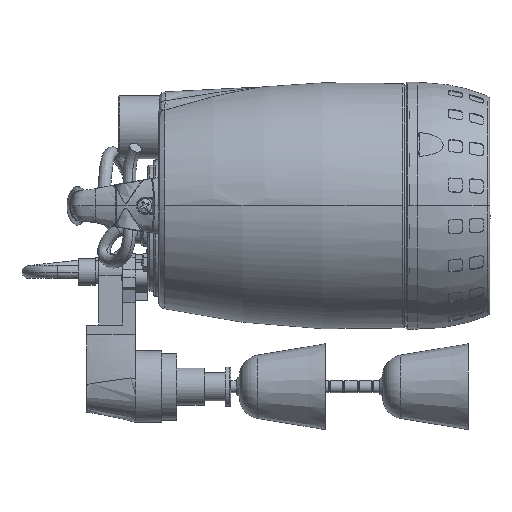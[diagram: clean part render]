
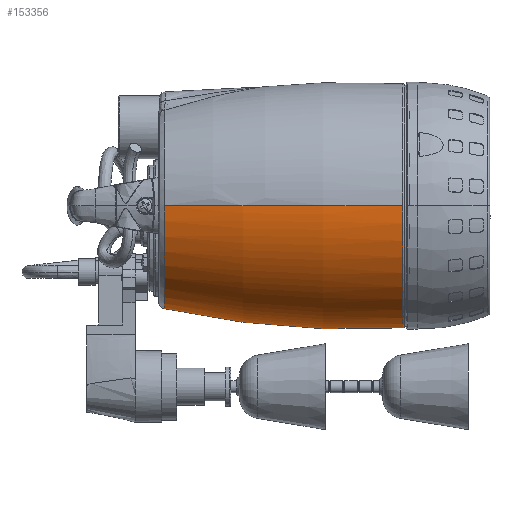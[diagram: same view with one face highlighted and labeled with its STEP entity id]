
A CAD part, left-side view. The second image highlights one B-rep face of the part: STEP entity #153356.
In plain terms, the highlighted toroidal (fillet/blend) face has major radius 543.008 mm and minor radius 631.008 mm.
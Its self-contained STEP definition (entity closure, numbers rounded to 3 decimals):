
#1580 = CARTESIAN_POINT ( 'NONE',  ( -63.335, -37.695, -3.771 ) ) ;
#1882 = CARTESIAN_POINT ( 'NONE',  ( -543.008, 0., -139. ) ) ;
#3444 = B_SPLINE_CURVE_WITH_KNOTS ( 'NONE', 3,
 ( #230879, #43853, #79831, #214771, #84726, #136762, #64894, #232088, #140432, #27717, #103303, #178841, #160251, #155357 ),
 .UNSPECIFIED., .F., .F.,
 ( 4, 1, 1, 1, 1, 1, 1, 1, 1, 1, 1, 4 ),
 ( 0., 0.062, 0.094, 0.125, 0.188, 0.25, 0.313, 0.375, 0.438, 0.5, 0.562, 0.57 ),
 .UNSPECIFIED. ) ;
#3784 = CARTESIAN_POINT ( 'NONE',  ( 0., -73.34, -3.771 ) ) ;
#4487 = ORIENTED_EDGE ( 'NONE', *, *, #175718, .F. ) ;
#7681 = DIRECTION ( 'NONE',  ( 0., 0., -1. ) ) ;
#10482 = CARTESIAN_POINT ( 'NONE',  ( -48.435, -72.489, -173.769 ) ) ;
#12371 = DIRECTION ( 'NONE',  ( 0., 0., -1. ) ) ;
#14334 = CARTESIAN_POINT ( 'NONE',  ( 73.34, 0., -3.771 ) ) ;
#15328 = CARTESIAN_POINT ( 'NONE',  ( -87.041, -5.697, -173.769 ) ) ;
#18584 = B_SPLINE_CURVE_WITH_KNOTS ( 'NONE', 3,
 ( #55513, #98761, #244988, #97544, #190468, #78983, #133489, #209053, #117351, #96333, #210272, #41781, #75338 ),
 .UNSPECIFIED., .F., .F.,
 ( 4, 1, 1, 1, 1, 1, 1, 1, 1, 1, 4 ),
 ( 0.5, 0.562, 0.625, 0.687, 0.75, 0.781, 0.812, 0.844, 0.875, 0.938, 1. ),
 .UNSPECIFIED. ) ;
#18907 = CARTESIAN_POINT ( 'NONE',  ( -68.86, -26.276, -3.771 ) ) ;
#22866 = DIRECTION ( 'NONE',  ( 0., 0., 1. ) ) ;
#27717 = CARTESIAN_POINT ( 'NONE',  ( 68.86, -26.276, -3.771 ) ) ;
#30940 = CARTESIAN_POINT ( 'NONE',  ( 543.008, 0., -139. ) ) ;
#32688 = CARTESIAN_POINT ( 'NONE',  ( -87.041, 0., -173.769 ) ) ;
#33893 = CARTESIAN_POINT ( 'NONE',  ( -30.793, -81.761, -173.769 ) ) ;
#36962 = VERTEX_POINT ( 'NONE', #49246 ) ;
#39939 = CARTESIAN_POINT ( 'NONE',  ( -4.208, -73.34, -3.771 ) ) ;
#41781 = CARTESIAN_POINT ( 'NONE',  ( 5.688, -87.041, -173.769 ) ) ;
#42664 = DIRECTION ( 'NONE',  ( 0., 1., 0. ) ) ;
#43853 = CARTESIAN_POINT ( 'NONE',  ( 4.208, -73.34, -3.771 ) ) ;
#44815 = FACE_OUTER_BOUND ( 'NONE', #149619, .T. ) ;
#46864 = VERTEX_POINT ( 'NONE', #14334 ) ;
#49246 = CARTESIAN_POINT ( 'NONE',  ( -87.041, 0., -173.769 ) ) ;
#51276 = CARTESIAN_POINT ( 'NONE',  ( -41.097, -76.887, -173.769 ) ) ;
#55513 = CARTESIAN_POINT ( 'NONE',  ( 87.041, 0., -173.769 ) ) ;
#58502 = TOROIDAL_SURFACE ( 'NONE', #196963, -543.008, 631.008 ) ;
#58516 = CARTESIAN_POINT ( 'NONE',  ( -26.818, -68.488, -3.771 ) ) ;
#64894 = CARTESIAN_POINT ( 'NONE',  ( 46.875, -56.877, -3.771 ) ) ;
#65113 = ORIENTED_EDGE ( 'NONE', *, *, #102824, .T. ) ;
#68382 = ORIENTED_EDGE ( 'NONE', *, *, #138309, .F. ) ;
#69728 = B_SPLINE_CURVE_WITH_KNOTS ( 'NONE', 3,
 ( #210846, #134079, #135297, #171256, #18907, #1580, #229400, #152652, #116712, #58516, #148996, #209641, #39939, #244335 ),
 .UNSPECIFIED., .F., .F.,
 ( 4, 1, 1, 1, 1, 1, 1, 1, 1, 1, 1, 4 ),
 ( 0.43, 0.438, 0.5, 0.562, 0.625, 0.687, 0.75, 0.812, 0.875, 0.906, 0.938, 1. ),
 .UNSPECIFIED. ) ;
#71085 = CARTESIAN_POINT ( 'NONE',  ( -63.753, -59.738, -173.769 ) ) ;
#71227 = CIRCLE ( 'NONE', #102902, 631.008 ) ;
#72177 = VERTEX_POINT ( 'NONE', #228015 ) ;
#75338 = CARTESIAN_POINT ( 'NONE',  ( 0., -87.041, -173.769 ) ) ;
#78983 = CARTESIAN_POINT ( 'NONE',  ( 63.753, -59.738, -173.769 ) ) ;
#79831 = CARTESIAN_POINT ( 'NONE',  ( 10.538, -72.793, -3.771 ) ) ;
#83238 = DIRECTION ( 'NONE',  ( -1., 0., 0. ) ) ;
#84726 = CARTESIAN_POINT ( 'NONE',  ( 26.818, -68.488, -3.771 ) ) ;
#85283 = AXIS2_PLACEMENT_3D ( 'NONE', #30940, #203064, #12371 ) ;
#86566 = EDGE_CURVE ( 'NONE', #131336, #46864, #3444, .T. ) ;
#89598 = ORIENTED_EDGE ( 'NONE', *, *, #150610, .F. ) ;
#93226 = CIRCLE ( 'NONE', #85283, 631.008 ) ;
#96333 = CARTESIAN_POINT ( 'NONE',  ( 30.793, -81.761, -173.769 ) ) ;
#97544 = CARTESIAN_POINT ( 'NONE',  ( 80.934, -33.524, -173.769 ) ) ;
#98761 = CARTESIAN_POINT ( 'NONE',  ( 87.041, -5.697, -173.769 ) ) ;
#101800 = CARTESIAN_POINT ( 'NONE',  ( 0., 0., -139. ) ) ;
#102824 = EDGE_CURVE ( 'NONE', #72177, #36962, #93226, .T. ) ;
#102902 = AXIS2_PLACEMENT_3D ( 'NONE', #1882, #42664, #22866 ) ;
#103303 = CARTESIAN_POINT ( 'NONE',  ( 72.346, -14.079, -3.771 ) ) ;
#108729 = VERTEX_POINT ( 'NONE', #120657 ) ;
#116712 = CARTESIAN_POINT ( 'NONE',  ( -36.429, -64.072, -3.771 ) ) ;
#117351 = CARTESIAN_POINT ( 'NONE',  ( 41.097, -76.887, -173.769 ) ) ;
#120657 = CARTESIAN_POINT ( 'NONE',  ( 0., -87.041, -173.769 ) ) ;
#131336 = VERTEX_POINT ( 'NONE', #3784 ) ;
#133489 = CARTESIAN_POINT ( 'NONE',  ( 55.308, -67.392, -173.769 ) ) ;
#134079 = CARTESIAN_POINT ( 'NONE',  ( -73.34, -0.486, -3.771 ) ) ;
#135297 = CARTESIAN_POINT ( 'NONE',  ( -73.293, -5.185, -3.771 ) ) ;
#136762 = CARTESIAN_POINT ( 'NONE',  ( 36.429, -64.072, -3.771 ) ) ;
#138309 = EDGE_CURVE ( 'NONE', #46864, #222048, #71227, .T. ) ;
#140432 = CARTESIAN_POINT ( 'NONE',  ( 63.335, -37.695, -3.771 ) ) ;
#144206 = CARTESIAN_POINT ( 'NONE',  ( -80.934, -33.524, -173.769 ) ) ;
#145089 = EDGE_CURVE ( 'NONE', #72177, #131336, #69728, .T. ) ;
#145150 = ORIENTED_EDGE ( 'NONE', *, *, #86566, .F. ) ;
#148996 = CARTESIAN_POINT ( 'NONE',  ( -18.77, -70.991, -3.771 ) ) ;
#149619 = EDGE_LOOP ( 'NONE', ( #68382, #145150, #176058, #65113, #4487, #89598 ) ) ;
#150610 = EDGE_CURVE ( 'NONE', #222048, #108729, #18584, .T. ) ;
#152652 = CARTESIAN_POINT ( 'NONE',  ( -46.875, -56.877, -3.771 ) ) ;
#153356 = ADVANCED_FACE ( 'NONE', ( #44815 ), #58502, .T. ) ;
#155357 = CARTESIAN_POINT ( 'NONE',  ( 73.34, 0., -3.771 ) ) ;
#160251 = CARTESIAN_POINT ( 'NONE',  ( 73.34, -0.486, -3.771 ) ) ;
#160338 = CARTESIAN_POINT ( 'NONE',  ( -85.919, -17.09, -173.769 ) ) ;
#163995 = CARTESIAN_POINT ( 'NONE',  ( -72.84, -48.668, -173.769 ) ) ;
#171256 = CARTESIAN_POINT ( 'NONE',  ( -72.346, -14.079, -3.771 ) ) ;
#175718 = EDGE_CURVE ( 'NONE', #108729, #36962, #176133, .T. ) ;
#176058 = ORIENTED_EDGE ( 'NONE', *, *, #145089, .F. ) ;
#176133 = B_SPLINE_CURVE_WITH_KNOTS ( 'NONE', 3,
 ( #240747, #203617, #220965, #33893, #51276, #10482, #181375, #71085, #163995, #144206, #160338, #15328, #32688 ),
 .UNSPECIFIED., .F., .F.,
 ( 4, 1, 1, 1, 1, 1, 1, 1, 1, 1, 4 ),
 ( 0., 0.062, 0.125, 0.156, 0.188, 0.219, 0.25, 0.313, 0.375, 0.438, 0.5 ),
 .UNSPECIFIED. ) ;
#178841 = CARTESIAN_POINT ( 'NONE',  ( 73.293, -5.185, -3.771 ) ) ;
#181375 = CARTESIAN_POINT ( 'NONE',  ( -55.308, -67.392, -173.769 ) ) ;
#190468 = CARTESIAN_POINT ( 'NONE',  ( 72.84, -48.668, -173.769 ) ) ;
#195072 = CARTESIAN_POINT ( 'NONE',  ( 87.041, 0., -173.769 ) ) ;
#196963 = AXIS2_PLACEMENT_3D ( 'NONE', #101800, #7681, #83238 ) ;
#203064 = DIRECTION ( 'NONE',  ( 0., -1., 0. ) ) ;
#203617 = CARTESIAN_POINT ( 'NONE',  ( -5.688, -87.041, -173.769 ) ) ;
#209053 = CARTESIAN_POINT ( 'NONE',  ( 48.435, -72.489, -173.769 ) ) ;
#209641 = CARTESIAN_POINT ( 'NONE',  ( -10.538, -72.793, -3.771 ) ) ;
#210272 = CARTESIAN_POINT ( 'NONE',  ( 17.093, -85.92, -173.769 ) ) ;
#210846 = CARTESIAN_POINT ( 'NONE',  ( -73.34, 0., -3.771 ) ) ;
#214771 = CARTESIAN_POINT ( 'NONE',  ( 18.77, -70.991, -3.771 ) ) ;
#220965 = CARTESIAN_POINT ( 'NONE',  ( -17.093, -85.92, -173.769 ) ) ;
#222048 = VERTEX_POINT ( 'NONE', #195072 ) ;
#228015 = CARTESIAN_POINT ( 'NONE',  ( -73.34, 0., -3.771 ) ) ;
#229400 = CARTESIAN_POINT ( 'NONE',  ( -55.933, -47.996, -3.771 ) ) ;
#230879 = CARTESIAN_POINT ( 'NONE',  ( 0., -73.34, -3.771 ) ) ;
#232088 = CARTESIAN_POINT ( 'NONE',  ( 55.933, -47.996, -3.771 ) ) ;
#240747 = CARTESIAN_POINT ( 'NONE',  ( 0., -87.041, -173.769 ) ) ;
#244335 = CARTESIAN_POINT ( 'NONE',  ( 0., -73.34, -3.771 ) ) ;
#244988 = CARTESIAN_POINT ( 'NONE',  ( 85.919, -17.09, -173.769 ) ) ;
